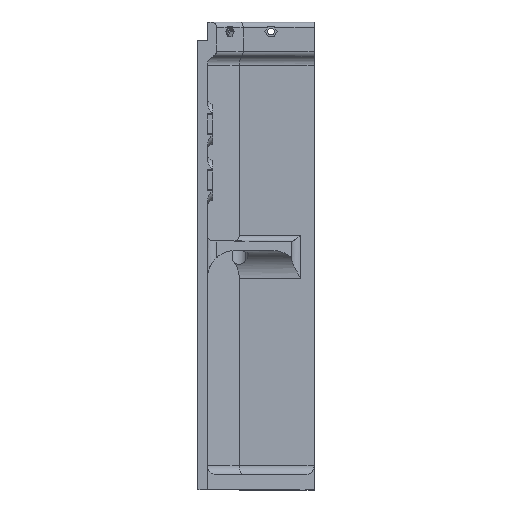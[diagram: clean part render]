
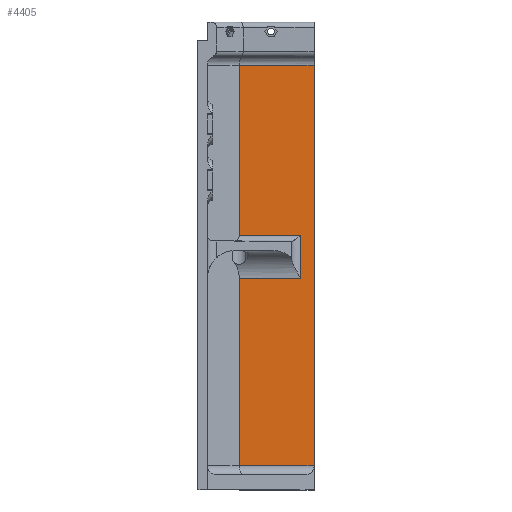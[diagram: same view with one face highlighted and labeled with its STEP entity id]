
A CAD part, top view. The second image highlights one B-rep face of the part: STEP entity #4405.
In plain terms, the highlighted planar face has unit normal (0, 0, 1).
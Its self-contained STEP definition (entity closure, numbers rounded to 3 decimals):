
#163 = PLANE('',#164);
#164 = AXIS2_PLACEMENT_3D('',#165,#166,#167);
#165 = CARTESIAN_POINT('',(-132.464,355.,-118.964));
#166 = DIRECTION('',(0.707,0.,0.707));
#167 = DIRECTION('',(0.,-1.,0.));
#2508 = VERTEX_POINT('',#2509);
#2509 = CARTESIAN_POINT('',(-113.929,63.,-137.5));
#2535 = EDGE_CURVE('',#2508,#2536,#2538,.T.);
#2536 = VERTEX_POINT('',#2537);
#2537 = CARTESIAN_POINT('',(-113.929,163.,-137.5));
#2538 = SURFACE_CURVE('',#2539,(#2543,#2550),.PCURVE_S1.);
#2539 = LINE('',#2540,#2541);
#2540 = CARTESIAN_POINT('',(-113.929,355.,-137.5));
#2541 = VECTOR('',#2542,1.);
#2542 = DIRECTION('',(-0.,1.,-0.));
#2543 = PCURVE('',#163,#2544);
#2544 = DEFINITIONAL_REPRESENTATION('',(#2545),#2549);
#2545 = LINE('',#2546,#2547);
#2546 = CARTESIAN_POINT('',(0.,26.213));
#2547 = VECTOR('',#2548,1.);
#2548 = DIRECTION('',(-1.,0.));
#2549 = ( GEOMETRIC_REPRESENTATION_CONTEXT(2) 
PARAMETRIC_REPRESENTATION_CONTEXT() REPRESENTATION_CONTEXT('2D SPACE',''
  ) );
#2550 = PCURVE('',#2551,#2556);
#2551 = PLANE('',#2552);
#2552 = AXIS2_PLACEMENT_3D('',#2553,#2554,#2555);
#2553 = CARTESIAN_POINT('',(-136.,355.,-137.5));
#2554 = DIRECTION('',(0.,0.,1.));
#2555 = DIRECTION('',(1.,0.,-0.));
#2556 = DEFINITIONAL_REPRESENTATION('',(#2557),#2561);
#2557 = LINE('',#2558,#2559);
#2558 = CARTESIAN_POINT('',(22.071,0.));
#2559 = VECTOR('',#2560,1.);
#2560 = DIRECTION('',(0.,1.));
#2561 = ( GEOMETRIC_REPRESENTATION_CONTEXT(2) 
PARAMETRIC_REPRESENTATION_CONTEXT() REPRESENTATION_CONTEXT('2D SPACE',''
  ) );
#2581 = CYLINDRICAL_SURFACE('',#2582,15.);
#2582 = AXIS2_PLACEMENT_3D('',#2583,#2584,#2585);
#2583 = CARTESIAN_POINT('',(-136.,163.,-122.5));
#2584 = DIRECTION('',(-1.,0.,0.));
#2585 = DIRECTION('',(0.,0.,1.));
#2644 = VERTEX_POINT('',#2645);
#2645 = CARTESIAN_POINT('',(-113.929,186.,-137.5));
#2661 = CYLINDRICAL_SURFACE('',#2662,3.);
#2662 = AXIS2_PLACEMENT_3D('',#2663,#2664,#2665);
#2663 = CARTESIAN_POINT('',(0.,186.,-134.5));
#2664 = DIRECTION('',(1.,0.,0.));
#2665 = DIRECTION('',(0.,0.,-1.));
#2695 = EDGE_CURVE('',#2644,#2696,#2698,.T.);
#2696 = VERTEX_POINT('',#2697);
#2697 = CARTESIAN_POINT('',(-113.929,277.,-137.5));
#2698 = SURFACE_CURVE('',#2699,(#2703,#2710),.PCURVE_S1.);
#2699 = LINE('',#2700,#2701);
#2700 = CARTESIAN_POINT('',(-113.929,355.,-137.5));
#2701 = VECTOR('',#2702,1.);
#2702 = DIRECTION('',(-0.,1.,-0.));
#2703 = PCURVE('',#163,#2704);
#2704 = DEFINITIONAL_REPRESENTATION('',(#2705),#2709);
#2705 = LINE('',#2706,#2707);
#2706 = CARTESIAN_POINT('',(0.,26.213));
#2707 = VECTOR('',#2708,1.);
#2708 = DIRECTION('',(-1.,0.));
#2709 = ( GEOMETRIC_REPRESENTATION_CONTEXT(2) 
PARAMETRIC_REPRESENTATION_CONTEXT() REPRESENTATION_CONTEXT('2D SPACE',''
  ) );
#2710 = PCURVE('',#2551,#2711);
#2711 = DEFINITIONAL_REPRESENTATION('',(#2712),#2716);
#2712 = LINE('',#2713,#2714);
#2713 = CARTESIAN_POINT('',(22.071,0.));
#2714 = VECTOR('',#2715,1.);
#2715 = DIRECTION('',(0.,1.));
#2716 = ( GEOMETRIC_REPRESENTATION_CONTEXT(2) 
PARAMETRIC_REPRESENTATION_CONTEXT() REPRESENTATION_CONTEXT('2D SPACE',''
  ) );
#3275 = CYLINDRICAL_SURFACE('',#3276,5.);
#3276 = AXIS2_PLACEMENT_3D('',#3277,#3278,#3279);
#3277 = CARTESIAN_POINT('',(-81.001,178.,-132.5));
#3278 = DIRECTION('',(0.,-1.,0.));
#3279 = DIRECTION('',(0.,0.,-1.));
#3291 = VERTEX_POINT('',#3292);
#3292 = CARTESIAN_POINT('',(-81.001,186.,-137.5));
#3542 = EDGE_CURVE('',#2644,#3291,#3543,.T.);
#3543 = SURFACE_CURVE('',#3544,(#3548,#3555),.PCURVE_S1.);
#3544 = LINE('',#3545,#3546);
#3545 = CARTESIAN_POINT('',(-86.001,186.,-137.5));
#3546 = VECTOR('',#3547,1.);
#3547 = DIRECTION('',(1.,-0.,-0.));
#3548 = PCURVE('',#2661,#3549);
#3549 = DEFINITIONAL_REPRESENTATION('',(#3550),#3554);
#3550 = LINE('',#3551,#3552);
#3551 = CARTESIAN_POINT('',(6.283,-86.001));
#3552 = VECTOR('',#3553,1.);
#3553 = DIRECTION('',(0.,1.));
#3554 = ( GEOMETRIC_REPRESENTATION_CONTEXT(2) 
PARAMETRIC_REPRESENTATION_CONTEXT() REPRESENTATION_CONTEXT('2D SPACE',''
  ) );
#3555 = PCURVE('',#2551,#3556);
#3556 = DEFINITIONAL_REPRESENTATION('',(#3557),#3561);
#3557 = LINE('',#3558,#3559);
#3558 = CARTESIAN_POINT('',(49.999,-169.));
#3559 = VECTOR('',#3560,1.);
#3560 = DIRECTION('',(1.,-0.));
#3561 = ( GEOMETRIC_REPRESENTATION_CONTEXT(2) 
PARAMETRIC_REPRESENTATION_CONTEXT() REPRESENTATION_CONTEXT('2D SPACE',''
  ) );
#4405 = ADVANCED_FACE('',(#4406),#2551,.T.);
#4406 = FACE_BOUND('',#4407,.T.);
#4407 = EDGE_LOOP('',(#4408,#4409,#4432,#4453,#4454,#4482,#4510,#4536));
#4408 = ORIENTED_EDGE('',*,*,#3542,.T.);
#4409 = ORIENTED_EDGE('',*,*,#4410,.T.);
#4410 = EDGE_CURVE('',#3291,#4411,#4413,.T.);
#4411 = VERTEX_POINT('',#4412);
#4412 = CARTESIAN_POINT('',(-81.001,163.,-137.5));
#4413 = SURFACE_CURVE('',#4414,(#4418,#4425),.PCURVE_S1.);
#4414 = LINE('',#4415,#4416);
#4415 = CARTESIAN_POINT('',(-81.001,163.,-137.5));
#4416 = VECTOR('',#4417,1.);
#4417 = DIRECTION('',(-0.,-1.,0.));
#4418 = PCURVE('',#2551,#4419);
#4419 = DEFINITIONAL_REPRESENTATION('',(#4420),#4424);
#4420 = LINE('',#4421,#4422);
#4421 = CARTESIAN_POINT('',(54.999,-192.));
#4422 = VECTOR('',#4423,1.);
#4423 = DIRECTION('',(-0.,-1.));
#4424 = ( GEOMETRIC_REPRESENTATION_CONTEXT(2) 
PARAMETRIC_REPRESENTATION_CONTEXT() REPRESENTATION_CONTEXT('2D SPACE',''
  ) );
#4425 = PCURVE('',#3275,#4426);
#4426 = DEFINITIONAL_REPRESENTATION('',(#4427),#4431);
#4427 = LINE('',#4428,#4429);
#4428 = CARTESIAN_POINT('',(6.283,15.));
#4429 = VECTOR('',#4430,1.);
#4430 = DIRECTION('',(0.,1.));
#4431 = ( GEOMETRIC_REPRESENTATION_CONTEXT(2) 
PARAMETRIC_REPRESENTATION_CONTEXT() REPRESENTATION_CONTEXT('2D SPACE',''
  ) );
#4432 = ORIENTED_EDGE('',*,*,#4433,.T.);
#4433 = EDGE_CURVE('',#4411,#2536,#4434,.T.);
#4434 = SURFACE_CURVE('',#4435,(#4439,#4446),.PCURVE_S1.);
#4435 = LINE('',#4436,#4437);
#4436 = CARTESIAN_POINT('',(-136.,163.,-137.5));
#4437 = VECTOR('',#4438,1.);
#4438 = DIRECTION('',(-1.,0.,0.));
#4439 = PCURVE('',#2551,#4440);
#4440 = DEFINITIONAL_REPRESENTATION('',(#4441),#4445);
#4441 = LINE('',#4442,#4443);
#4442 = CARTESIAN_POINT('',(0.,-192.));
#4443 = VECTOR('',#4444,1.);
#4444 = DIRECTION('',(-1.,0.));
#4445 = ( GEOMETRIC_REPRESENTATION_CONTEXT(2) 
PARAMETRIC_REPRESENTATION_CONTEXT() REPRESENTATION_CONTEXT('2D SPACE',''
  ) );
#4446 = PCURVE('',#2581,#4447);
#4447 = DEFINITIONAL_REPRESENTATION('',(#4448),#4452);
#4448 = LINE('',#4449,#4450);
#4449 = CARTESIAN_POINT('',(3.142,0.));
#4450 = VECTOR('',#4451,1.);
#4451 = DIRECTION('',(0.,1.));
#4452 = ( GEOMETRIC_REPRESENTATION_CONTEXT(2) 
PARAMETRIC_REPRESENTATION_CONTEXT() REPRESENTATION_CONTEXT('2D SPACE',''
  ) );
#4453 = ORIENTED_EDGE('',*,*,#2535,.F.);
#4454 = ORIENTED_EDGE('',*,*,#4455,.T.);
#4455 = EDGE_CURVE('',#2508,#4456,#4458,.T.);
#4456 = VERTEX_POINT('',#4457);
#4457 = CARTESIAN_POINT('',(-73.93,63.,-137.5));
#4458 = SURFACE_CURVE('',#4459,(#4463,#4470),.PCURVE_S1.);
#4459 = LINE('',#4460,#4461);
#4460 = CARTESIAN_POINT('',(-136.,63.,-137.5));
#4461 = VECTOR('',#4462,1.);
#4462 = DIRECTION('',(1.,0.,-0.));
#4463 = PCURVE('',#2551,#4464);
#4464 = DEFINITIONAL_REPRESENTATION('',(#4465),#4469);
#4465 = LINE('',#4466,#4467);
#4466 = CARTESIAN_POINT('',(0.,-292.));
#4467 = VECTOR('',#4468,1.);
#4468 = DIRECTION('',(1.,0.));
#4469 = ( GEOMETRIC_REPRESENTATION_CONTEXT(2) 
PARAMETRIC_REPRESENTATION_CONTEXT() REPRESENTATION_CONTEXT('2D SPACE',''
  ) );
#4470 = PCURVE('',#4471,#4476);
#4471 = CYLINDRICAL_SURFACE('',#4472,5.);
#4472 = AXIS2_PLACEMENT_3D('',#4473,#4474,#4475);
#4473 = CARTESIAN_POINT('',(-136.,63.,-132.5));
#4474 = DIRECTION('',(1.,0.,-0.));
#4475 = DIRECTION('',(0.,-0.,-1.));
#4476 = DEFINITIONAL_REPRESENTATION('',(#4477),#4481);
#4477 = LINE('',#4478,#4479);
#4478 = CARTESIAN_POINT('',(6.283,0.));
#4479 = VECTOR('',#4480,1.);
#4480 = DIRECTION('',(0.,1.));
#4481 = ( GEOMETRIC_REPRESENTATION_CONTEXT(2) 
PARAMETRIC_REPRESENTATION_CONTEXT() REPRESENTATION_CONTEXT('2D SPACE',''
  ) );
#4482 = ORIENTED_EDGE('',*,*,#4483,.F.);
#4483 = EDGE_CURVE('',#4484,#4456,#4486,.T.);
#4484 = VERTEX_POINT('',#4485);
#4485 = CARTESIAN_POINT('',(-73.93,277.,-137.5));
#4486 = SURFACE_CURVE('',#4487,(#4491,#4498),.PCURVE_S1.);
#4487 = LINE('',#4488,#4489);
#4488 = CARTESIAN_POINT('',(-73.93,277.,-137.5));
#4489 = VECTOR('',#4490,1.);
#4490 = DIRECTION('',(0.,-1.,0.));
#4491 = PCURVE('',#2551,#4492);
#4492 = DEFINITIONAL_REPRESENTATION('',(#4493),#4497);
#4493 = LINE('',#4494,#4495);
#4494 = CARTESIAN_POINT('',(62.07,-78.));
#4495 = VECTOR('',#4496,1.);
#4496 = DIRECTION('',(0.,-1.));
#4497 = ( GEOMETRIC_REPRESENTATION_CONTEXT(2) 
PARAMETRIC_REPRESENTATION_CONTEXT() REPRESENTATION_CONTEXT('2D SPACE',''
  ) );
#4498 = PCURVE('',#4499,#4504);
#4499 = PLANE('',#4500);
#4500 = AXIS2_PLACEMENT_3D('',#4501,#4502,#4503);
#4501 = CARTESIAN_POINT('',(-73.93,277.,-132.5));
#4502 = DIRECTION('',(1.,0.,0.));
#4503 = DIRECTION('',(0.,1.,0.));
#4504 = DEFINITIONAL_REPRESENTATION('',(#4505),#4509);
#4505 = LINE('',#4506,#4507);
#4506 = CARTESIAN_POINT('',(0.,-5.));
#4507 = VECTOR('',#4508,1.);
#4508 = DIRECTION('',(-1.,0.));
#4509 = ( GEOMETRIC_REPRESENTATION_CONTEXT(2) 
PARAMETRIC_REPRESENTATION_CONTEXT() REPRESENTATION_CONTEXT('2D SPACE',''
  ) );
#4510 = ORIENTED_EDGE('',*,*,#4511,.T.);
#4511 = EDGE_CURVE('',#4484,#2696,#4512,.T.);
#4512 = SURFACE_CURVE('',#4513,(#4517,#4524),.PCURVE_S1.);
#4513 = LINE('',#4514,#4515);
#4514 = CARTESIAN_POINT('',(-113.929,277.,-137.5));
#4515 = VECTOR('',#4516,1.);
#4516 = DIRECTION('',(-1.,0.,0.));
#4517 = PCURVE('',#2551,#4518);
#4518 = DEFINITIONAL_REPRESENTATION('',(#4519),#4523);
#4519 = LINE('',#4520,#4521);
#4520 = CARTESIAN_POINT('',(22.071,-78.));
#4521 = VECTOR('',#4522,1.);
#4522 = DIRECTION('',(-1.,0.));
#4523 = ( GEOMETRIC_REPRESENTATION_CONTEXT(2) 
PARAMETRIC_REPRESENTATION_CONTEXT() REPRESENTATION_CONTEXT('2D SPACE',''
  ) );
#4524 = PCURVE('',#4525,#4530);
#4525 = CYLINDRICAL_SURFACE('',#4526,5.);
#4526 = AXIS2_PLACEMENT_3D('',#4527,#4528,#4529);
#4527 = CARTESIAN_POINT('',(-136.,277.,-132.5));
#4528 = DIRECTION('',(1.,0.,-0.));
#4529 = DIRECTION('',(0.,-0.,-1.));
#4530 = DEFINITIONAL_REPRESENTATION('',(#4531),#4535);
#4531 = LINE('',#4532,#4533);
#4532 = CARTESIAN_POINT('',(0.,22.071));
#4533 = VECTOR('',#4534,1.);
#4534 = DIRECTION('',(0.,-1.));
#4535 = ( GEOMETRIC_REPRESENTATION_CONTEXT(2) 
PARAMETRIC_REPRESENTATION_CONTEXT() REPRESENTATION_CONTEXT('2D SPACE',''
  ) );
#4536 = ORIENTED_EDGE('',*,*,#2695,.F.);
